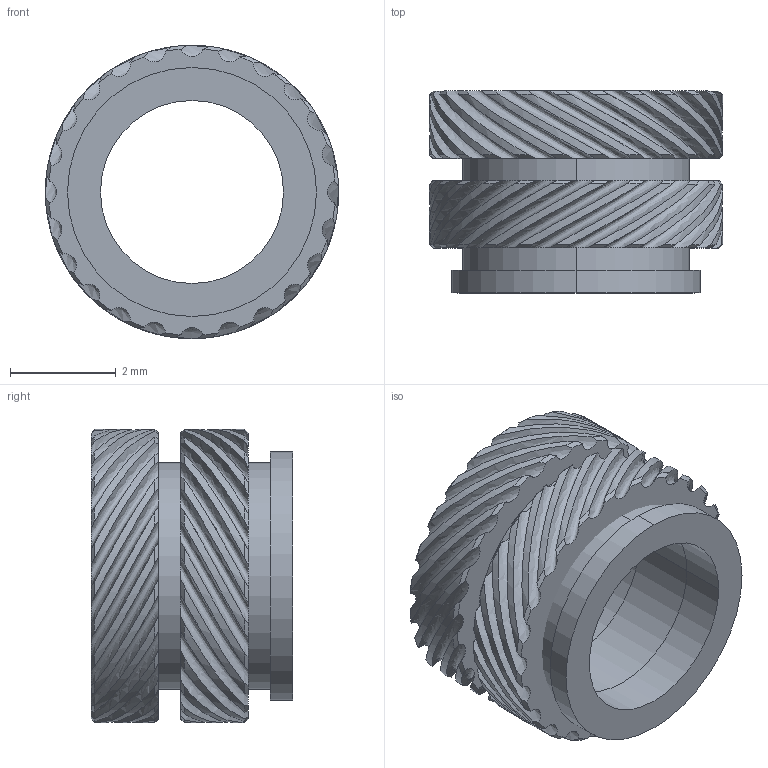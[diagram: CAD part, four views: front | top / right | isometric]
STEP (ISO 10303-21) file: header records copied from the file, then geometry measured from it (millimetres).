
FILE_DESCRIPTION (( 'STEP AP203' ), '1' );
FILE_NAME ('94459A280_NO THREADS_Brass Heat-Set Inserts for Plastic.STEP', '2021-07-11T08:52:55', ( 'Administrator' ), ( 'Managed by Terraform' ), 'SwSTEP 2.0', 'SolidWorks 2017', '' );
FILE_SCHEMA (( 'CONFIG_CONTROL_DESIGN' ));
Length unit declared in the file: inch
Products named in the file (1): 94459A280_NO THREADS_Brass Heat-Set Inserts for Plastic
Bounding box: 5.54 x 3.81 x 5.54 mm (x, y, z)
Volume: 46.8 mm3; surface area: 237.4 mm2
Topology: 3 solids, 3 shells, 215 faces, 624 edges, 416 vertices
Faces by surface type: cone 96, cylinder 64, bspline 48, plane 7
Entity records: 12553 total; most frequent: CARTESIAN_POINT 7568, ORIENTED_EDGE 1248, DIRECTION 872, EDGE_CURVE 624, AXIS2_PLACEMENT_3D 428, VERTEX_POINT 416, CIRCLE 260, EDGE_LOOP 222
